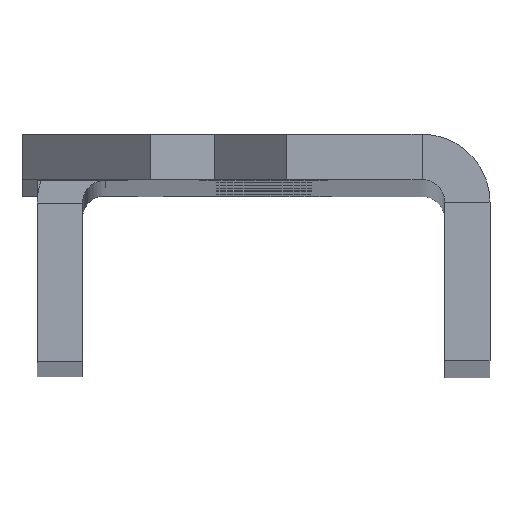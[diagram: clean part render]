
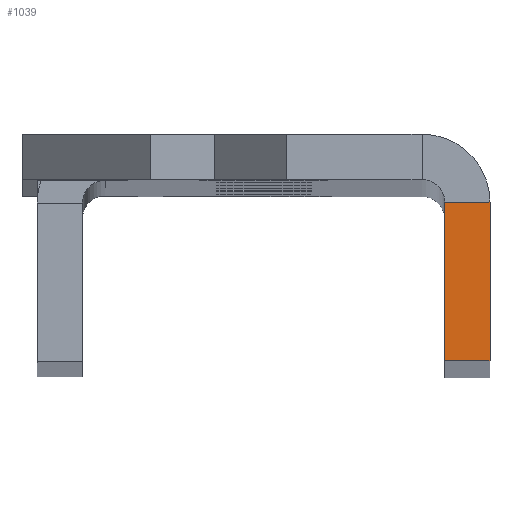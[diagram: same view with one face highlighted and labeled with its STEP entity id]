
A CAD part, top view. The second image highlights one B-rep face of the part: STEP entity #1039.
In plain terms, the highlighted planar face has unit normal (0, 0, 1).
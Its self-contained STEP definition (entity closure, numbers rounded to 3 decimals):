
#45 = DIRECTION ( 'NONE',  ( 0., -1., 0. ) ) ;
#73 = VERTEX_POINT ( 'NONE', #761 ) ;
#104 = CARTESIAN_POINT ( 'NONE',  ( 8., -1., 216. ) ) ;
#244 = CARTESIAN_POINT ( 'NONE',  ( 10., 2., 216. ) ) ;
#280 = VERTEX_POINT ( 'NONE', #1553 ) ;
#367 = EDGE_CURVE ( 'NONE', #1023, #280, #1651, .T. ) ;
#426 = LINE ( 'NONE', #244, #497 ) ;
#497 = VECTOR ( 'NONE', #45, 1000. ) ;
#626 = PLANE ( 'NONE',  #1313 ) ;
#761 = CARTESIAN_POINT ( 'NONE',  ( 8., -8., 216. ) ) ;
#828 = DIRECTION ( 'NONE',  ( 0., 1., 0. ) ) ;
#860 = DIRECTION ( 'NONE',  ( 1., 0., 0. ) ) ;
#913 = EDGE_CURVE ( 'NONE', #280, #1540, #426, .T. ) ;
#1010 = CARTESIAN_POINT ( 'NONE',  ( 10., -8., 216. ) ) ;
#1018 = CARTESIAN_POINT ( 'NONE',  ( 8., 2., 216. ) ) ;
#1023 = VERTEX_POINT ( 'NONE', #104 ) ;
#1039 = ADVANCED_FACE ( 'NONE', ( #1364 ), #626, .T. ) ;
#1055 = CARTESIAN_POINT ( 'NONE',  ( -854.113, -8., 216. ) ) ;
#1074 = VECTOR ( 'NONE', #828, 1000. ) ;
#1101 = DIRECTION ( 'NONE',  ( 0., -1., 0. ) ) ;
#1220 = LINE ( 'NONE', #1018, #1074 ) ;
#1249 = ORIENTED_EDGE ( 'NONE', *, *, #1497, .T. ) ;
#1255 = LINE ( 'NONE', #1055, #1686 ) ;
#1269 = DIRECTION ( 'NONE',  ( 1., 0., 0. ) ) ;
#1272 = ORIENTED_EDGE ( 'NONE', *, *, #913, .F. ) ;
#1289 = DIRECTION ( 'NONE',  ( 0., 0., 1. ) ) ;
#1313 = AXIS2_PLACEMENT_3D ( 'NONE', #1473, #1289, #1101 ) ;
#1327 = ORIENTED_EDGE ( 'NONE', *, *, #367, .F. ) ;
#1364 = FACE_OUTER_BOUND ( 'NONE', #1780, .T. ) ;
#1365 = ORIENTED_EDGE ( 'NONE', *, *, #1633, .F. ) ;
#1454 = CARTESIAN_POINT ( 'NONE',  ( -854.113, -1., 216. ) ) ;
#1473 = CARTESIAN_POINT ( 'NONE',  ( -854.113, 2., 216. ) ) ;
#1497 = EDGE_CURVE ( 'NONE', #73, #1540, #1255, .T. ) ;
#1540 = VERTEX_POINT ( 'NONE', #1010 ) ;
#1553 = CARTESIAN_POINT ( 'NONE',  ( 10., -1., 216. ) ) ;
#1565 = VECTOR ( 'NONE', #1269, 1000. ) ;
#1633 = EDGE_CURVE ( 'NONE', #73, #1023, #1220, .T. ) ;
#1651 = LINE ( 'NONE', #1454, #1565 ) ;
#1686 = VECTOR ( 'NONE', #860, 1000. ) ;
#1780 = EDGE_LOOP ( 'NONE', ( #1272, #1327, #1365, #1249 ) ) ;
